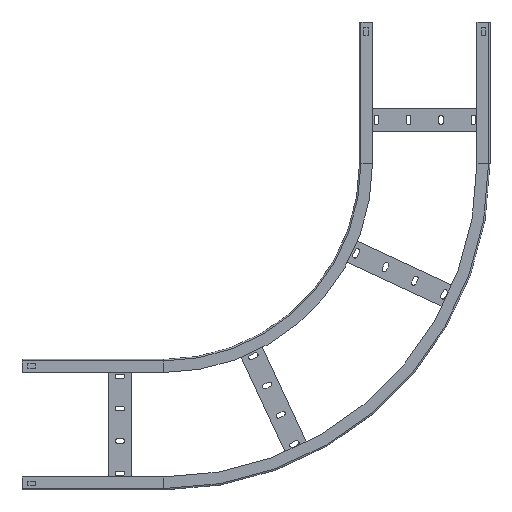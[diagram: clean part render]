
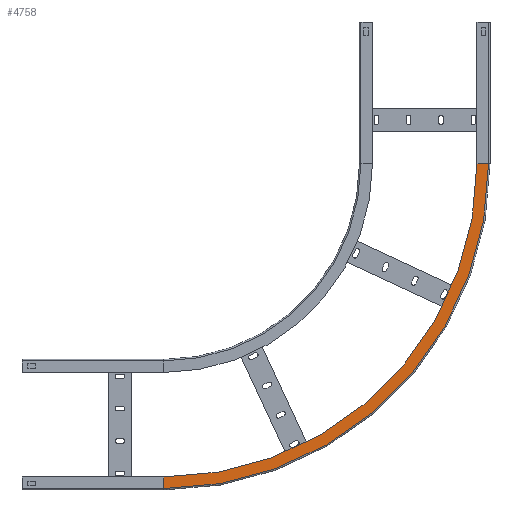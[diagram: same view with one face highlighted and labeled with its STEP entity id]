
A CAD part, front view. The second image highlights one B-rep face of the part: STEP entity #4758.
In plain terms, the highlighted planar face has unit normal (0, -1, 0).
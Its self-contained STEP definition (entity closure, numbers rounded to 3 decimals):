
#299 = DIRECTION ( 'NONE',  ( 1., 0., 0. ) ) ;
#335 = PLANE ( 'NONE',  #6472 ) ;
#384 = DIRECTION ( 'NONE',  ( 0., 1., 0. ) ) ;
#508 = FACE_OUTER_BOUND ( 'NONE', #4406, .T. ) ;
#591 = VECTOR ( 'NONE', #299, 1000. ) ;
#781 = CARTESIAN_POINT ( 'NONE',  ( 497.8, 0., 0. ) ) ;
#876 = VERTEX_POINT ( 'NONE', #1148 ) ;
#902 = DIRECTION ( 'NONE',  ( 0., 0., 1. ) ) ;
#1136 = CIRCLE ( 'NONE', #7577, 480. ) ;
#1148 = CARTESIAN_POINT ( 'NONE',  ( 480., 0., 0. ) ) ;
#1200 = ORIENTED_EDGE ( 'NONE', *, *, #6069, .T. ) ;
#1705 = ORIENTED_EDGE ( 'NONE', *, *, #3541, .T. ) ;
#1893 = DIRECTION ( 'NONE',  ( 0., 0., -1. ) ) ;
#2343 = ORIENTED_EDGE ( 'NONE', *, *, #5344, .F. ) ;
#2889 = AXIS2_PLACEMENT_3D ( 'NONE', #4357, #5017, #6168 ) ;
#3541 = EDGE_CURVE ( 'NONE', #5470, #3887, #4831, .T. ) ;
#3887 = VERTEX_POINT ( 'NONE', #5200 ) ;
#4056 = DIRECTION ( 'NONE',  ( 1., 0., 0. ) ) ;
#4192 = ORIENTED_EDGE ( 'NONE', *, *, #5795, .F. ) ;
#4357 = CARTESIAN_POINT ( 'NONE',  ( 0., 0., 0. ) ) ;
#4358 = LINE ( 'NONE', #4364, #591 ) ;
#4364 = CARTESIAN_POINT ( 'NONE',  ( 480., 0., 0. ) ) ;
#4406 = EDGE_LOOP ( 'NONE', ( #4192, #2343, #1200, #1705 ) ) ;
#4758 = ADVANCED_FACE ( 'NONE', ( #508 ), #335, .F. ) ;
#4831 = LINE ( 'NONE', #7257, #5852 ) ;
#5017 = DIRECTION ( 'NONE',  ( 0., 1., 0. ) ) ;
#5200 = CARTESIAN_POINT ( 'NONE',  ( 0., 0., -497.8 ) ) ;
#5277 = DIRECTION ( 'NONE',  ( 0., 1., 0. ) ) ;
#5344 = EDGE_CURVE ( 'NONE', #876, #5662, #4358, .T. ) ;
#5470 = VERTEX_POINT ( 'NONE', #6318 ) ;
#5662 = VERTEX_POINT ( 'NONE', #781 ) ;
#5795 = EDGE_CURVE ( 'NONE', #5662, #3887, #7290, .T. ) ;
#5852 = VECTOR ( 'NONE', #1893, 1000. ) ;
#6069 = EDGE_CURVE ( 'NONE', #876, #5470, #1136, .T. ) ;
#6168 = DIRECTION ( 'NONE',  ( 1., 0., 0. ) ) ;
#6318 = CARTESIAN_POINT ( 'NONE',  ( 0., 0., -480. ) ) ;
#6472 = AXIS2_PLACEMENT_3D ( 'NONE', #6868, #384, #902 ) ;
#6868 = CARTESIAN_POINT ( 'NONE',  ( 480., 0., 0. ) ) ;
#7257 = CARTESIAN_POINT ( 'NONE',  ( 0., 0., -480. ) ) ;
#7290 = CIRCLE ( 'NONE', #2889, 497.8 ) ;
#7564 = CARTESIAN_POINT ( 'NONE',  ( 0., 0., 0. ) ) ;
#7577 = AXIS2_PLACEMENT_3D ( 'NONE', #7564, #5277, #4056 ) ;
